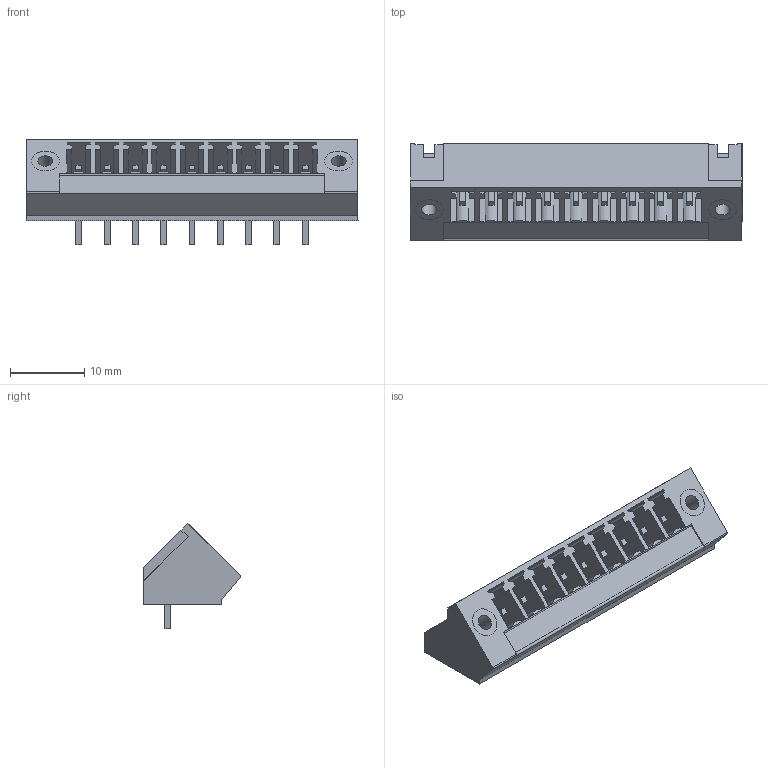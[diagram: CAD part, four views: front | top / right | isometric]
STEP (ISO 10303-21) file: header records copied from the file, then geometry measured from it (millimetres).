
FILE_DESCRIPTION(('CATIA V5 STEP Exchange','CAx-IF Rec.Pracs.--- Model Styling and Organization---1.2---2011-12-15'),'2;1');
FILE_NAME ('D1460944_0', '2018-04-23T07:50:09+00:00', ('none'), ('Weidmueller'), 'CATIA Version 5-6 Release 2014', 'CATIA V5 STEP AP214', 'none');
FILE_SCHEMA(('AUTOMOTIVE_DESIGN { 1 0 10303 214 1 1 1 1 }'));
Length unit declared in the file: millimetre
Products named in the file (1): 1976810000
Bounding box: 44.68 x 13.1 x 14.2 mm (x, y, z)
Volume: 2133.7 mm3; surface area: 5135.6 mm2
Topology: 12 solids, 12 shells, 471 faces, 1328 edges, 890 vertices
Faces by surface type: plane 418, cylinder 53
Entity records: 14732 total; most frequent: ORIENTED_EDGE 2656, CARTESIAN_POINT 2597, DIRECTION 1999, EDGE_CURVE 1328, VECTOR 1222, LINE 1222, VERTEX_POINT 890, EDGE_LOOP 510
